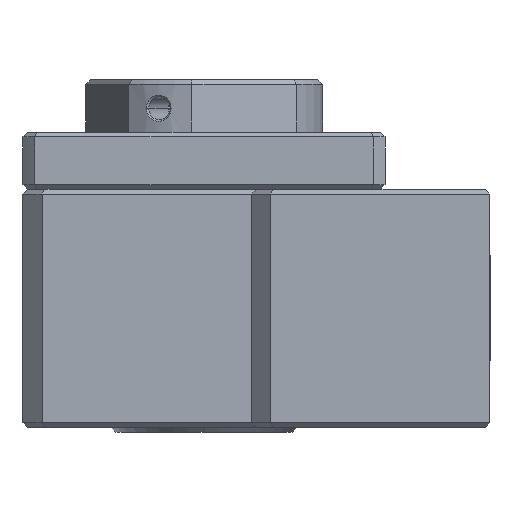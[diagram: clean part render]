
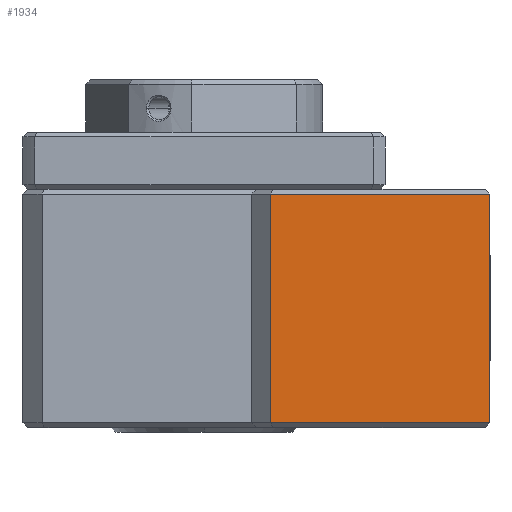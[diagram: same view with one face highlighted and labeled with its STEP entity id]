
A CAD part, left-side view. The second image highlights one B-rep face of the part: STEP entity #1934.
In plain terms, the highlighted planar face has unit normal (1, 0, 0).
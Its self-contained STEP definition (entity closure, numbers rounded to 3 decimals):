
#177 = CARTESIAN_POINT ( 'NONE',  ( -33.938, -0.187, 0. ) ) ;
#1934 = ADVANCED_FACE ( 'NONE', ( #29350 ), #6071, .T. ) ;
#3111 = CARTESIAN_POINT ( 'NONE',  ( -33.938, -0.187, -12. ) ) ;
#3360 = DIRECTION ( 'NONE',  ( 0., 1., 0. ) ) ;
#3385 = DIRECTION ( 'NONE',  ( 0., 0., -1. ) ) ;
#4338 = LINE ( 'NONE', #21445, #8441 ) ;
#6071 = PLANE ( 'NONE',  #15740 ) ;
#6326 = LINE ( 'NONE', #177, #25663 ) ;
#7886 = CARTESIAN_POINT ( 'NONE',  ( -33.938, 22.813, -12. ) ) ;
#8217 = VERTEX_POINT ( 'NONE', #25961 ) ;
#8366 = VERTEX_POINT ( 'NONE', #23988 ) ;
#8441 = VECTOR ( 'NONE', #18756, 1000. ) ;
#8819 = EDGE_CURVE ( 'NONE', #8217, #8366, #4338, .T. ) ;
#10568 = DIRECTION ( 'NONE',  ( 1., 0., 0. ) ) ;
#13056 = CARTESIAN_POINT ( 'NONE',  ( -33.938, -0.187, 12. ) ) ;
#13173 = CARTESIAN_POINT ( 'NONE',  ( -33.938, 11.313, -12. ) ) ;
#13682 = EDGE_CURVE ( 'NONE', #23775, #25092, #20213, .T. ) ;
#14189 = ORIENTED_EDGE ( 'NONE', *, *, #13682, .T. ) ;
#14528 = EDGE_CURVE ( 'NONE', #8217, #25092, #21273, .T. ) ;
#14615 = VECTOR ( 'NONE', #3360, 1000. ) ;
#15517 = EDGE_CURVE ( 'NONE', #23775, #8366, #6326, .T. ) ;
#15740 = AXIS2_PLACEMENT_3D ( 'NONE', #13056, #10568, #22615 ) ;
#17284 = ORIENTED_EDGE ( 'NONE', *, *, #14528, .F. ) ;
#18756 = DIRECTION ( 'NONE',  ( 0., -1., 0. ) ) ;
#19107 = DIRECTION ( 'NONE',  ( 0., 0., 1. ) ) ;
#20213 = LINE ( 'NONE', #13173, #14615 ) ;
#20564 = EDGE_LOOP ( 'NONE', ( #28529, #21819, #14189, #17284 ) ) ;
#21273 = LINE ( 'NONE', #27018, #24631 ) ;
#21445 = CARTESIAN_POINT ( 'NONE',  ( -33.938, 11.313, 12. ) ) ;
#21819 = ORIENTED_EDGE ( 'NONE', *, *, #15517, .F. ) ;
#22615 = DIRECTION ( 'NONE',  ( 0., 0., -1. ) ) ;
#23775 = VERTEX_POINT ( 'NONE', #3111 ) ;
#23988 = CARTESIAN_POINT ( 'NONE',  ( -33.938, -0.187, 12. ) ) ;
#24631 = VECTOR ( 'NONE', #3385, 1000. ) ;
#25092 = VERTEX_POINT ( 'NONE', #7886 ) ;
#25663 = VECTOR ( 'NONE', #19107, 1000. ) ;
#25961 = CARTESIAN_POINT ( 'NONE',  ( -33.938, 22.813, 12. ) ) ;
#27018 = CARTESIAN_POINT ( 'NONE',  ( -33.938, 22.813, 0. ) ) ;
#28529 = ORIENTED_EDGE ( 'NONE', *, *, #8819, .T. ) ;
#29350 = FACE_OUTER_BOUND ( 'NONE', #20564, .T. ) ;
